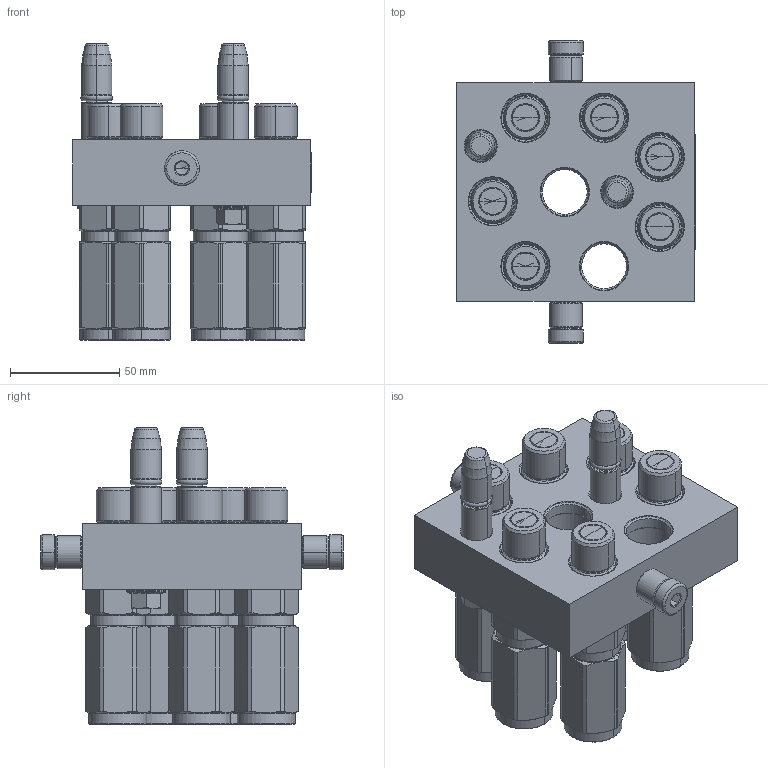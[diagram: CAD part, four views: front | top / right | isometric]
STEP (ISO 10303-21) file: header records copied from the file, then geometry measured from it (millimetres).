
FILE_DESCRIPTION (( 'STEP AP214' ), '1' );
FILE_NAME ('FASTER.step', '2025-02-10T10:07:27', ( '' ), ( '' ), 'SwSTEP 2.0', 'SolidWorks 2017', '' );
FILE_SCHEMA (( 'AUTOMOTIVE_DESIGN' ));
Length unit declared in the file: millimetre
Products named in the file (11): or2_62x9_19_m; FASTER; 4850_010_0000_000; 4830_021_0000_000; 4830_013_3000_030; et002; 3ffnp38-12g_m; 1540_080_0008_000; 4830_028_1000_011; P5068_M_BASE
Assembly tree (20 placements, depth 3):
  FASTER
    P5068_M_BASE
      4850_010_0000_000
      4830_021_0000_000  x2
      1540_080_0008_000  x2
      4830_013_3000_030  x2
      4830_028_1000_011  x2
      or2_62x9_19_m  x2
    3ffnp38-12g_m  x6
      3ffnp38-12g_m
    et002
Bounding box: 109.3 x 138.6 x 135.8 mm (x, y, z)
Volume: 2873.9 mm3; surface area: 154143.4 mm2
Topology: 5 solids, 76 shells, 2373 faces, 6914 edges, 4584 vertices
Faces by surface type: plane 1307, cone 422, cylinder 418, torus 122, bspline 104
Entity records: 52258 total; most frequent: CARTESIAN_POINT 12967, ORIENTED_EDGE 7754, DIRECTION 7140, EDGE_CURVE 3997, LINE 3088, VECTOR 3088, VERTEX_POINT 2625, AXIS2_PLACEMENT_3D 2026
